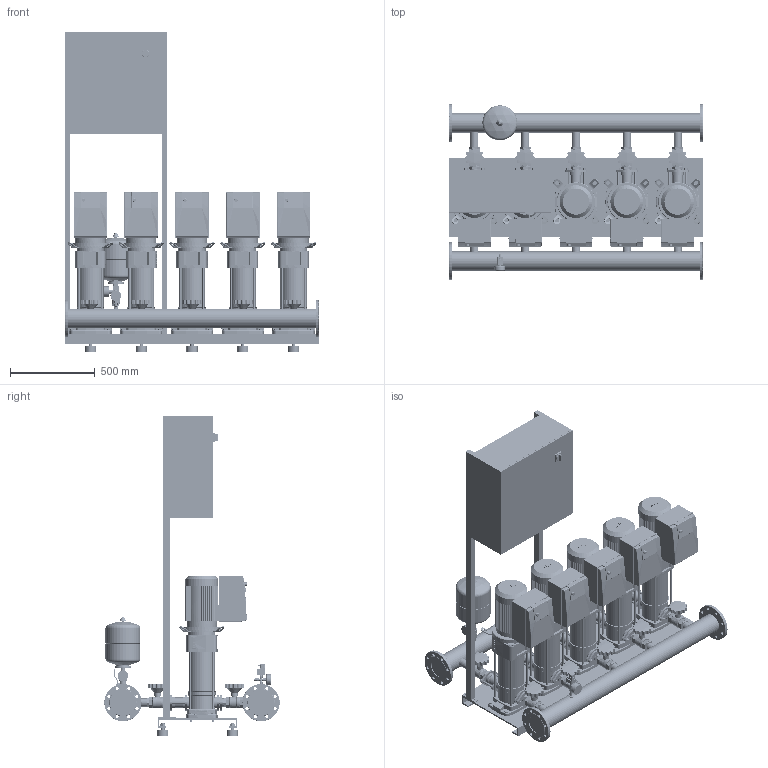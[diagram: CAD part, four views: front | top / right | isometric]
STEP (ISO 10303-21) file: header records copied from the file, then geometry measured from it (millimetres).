
FILE_DESCRIPTION((''),'2;1');
FILE_NAME('3d_COR-5HELIXVE1603_3kW_K_CCE-01-2539349.stp','2015-10-05T07:20:00',(''),(''),'Mechanical Desktop 2009','Mechanical Desktop 2009',', , ');
FILE_SCHEMA(('CONFIG_CONTROL_DESIGN'));
Length unit declared in the file: millimetre
Products named in the file (1): Product
Bounding box: 1500 x 1036 x 1885 mm (x, y, z)
Volume: 308889268.4 mm3; surface area: 15647840.9 mm2
Topology: 305 solids, 305 shells, 7081 faces, 17715 edges, 11485 vertices
Faces by surface type: bspline 2338, cylinder 2187, plane 1923, cone 295, torus 242, sphere 96
Entity records: 234775 total; most frequent: CARTESIAN_POINT 69170, ORIENTED_EDGE 35246, DIRECTION 32879, EDGE_CURVE 17623, AXIS2_PLACEMENT_3D 11657, VERTEX_POINT 11478, VECTOR 9565, LINE 9565
